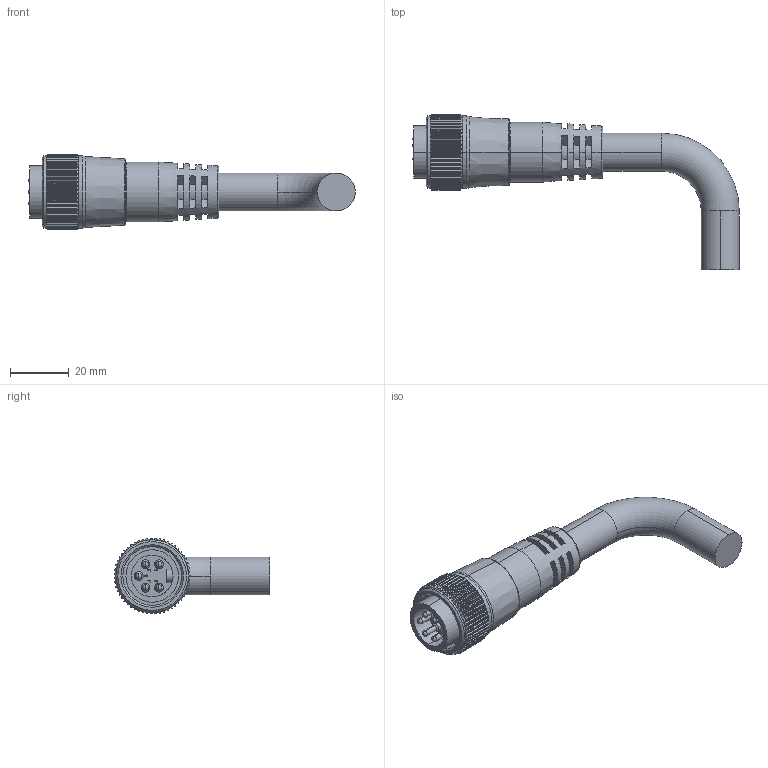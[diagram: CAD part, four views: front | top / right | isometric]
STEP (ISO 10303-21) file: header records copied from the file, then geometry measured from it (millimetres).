
FILE_DESCRIPTION (( 'STEP AP214' ), '1' );
FILE_NAME ('ZP-S1-5MP-6M.step', '2016-03-08T22:14:01', ( '' ), ( '' ), 'SwSTEP 2.0', 'SolidWorks 2015', '' );
FILE_SCHEMA (( 'AUTOMOTIVE_DESIGN' ));
Length unit declared in the file: millimetre
Products named in the file (1): ZP-S1-5MP-6M
Bounding box: 111.14 x 52.9 x 25.84 mm (x, y, z)
Volume: 30937.5 mm3; surface area: 13393.4 mm2
Topology: 7 solids, 7 shells, 614 faces, 1713 edges, 1127 vertices
Faces by surface type: cylinder 322, plane 222, bspline 28, cone 24, sphere 10, torus 8
Entity records: 22554 total; most frequent: CARTESIAN_POINT 8018, ORIENTED_EDGE 3386, DIRECTION 2462, EDGE_CURVE 1693, VERTEX_POINT 1117, AXIS2_PLACEMENT_3D 901, B_SPLINE_CURVE_WITH_KNOTS 719, VECTOR 660
